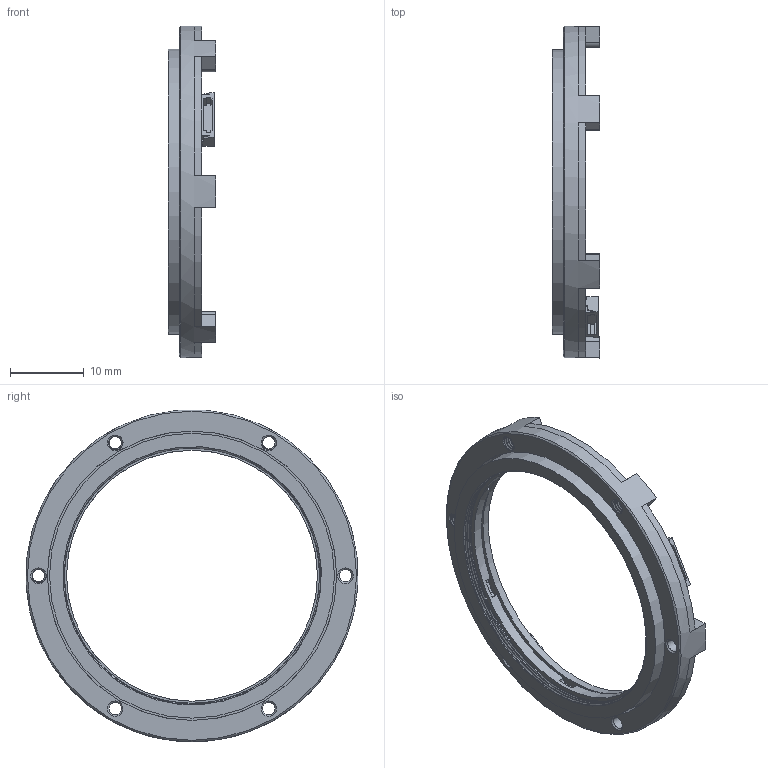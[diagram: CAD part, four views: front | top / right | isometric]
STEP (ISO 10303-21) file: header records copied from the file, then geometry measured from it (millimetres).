
FILE_DESCRIPTION (( 'STEP AP214' ), '1' );
FILE_NAME ('MPT-35-45H.step', '2024-12-11T13:12:46', ( '' ), ( '' ), 'SwSTEP 2.0', 'SolidWorks 2022', '' );
FILE_SCHEMA (( 'AUTOMOTIVE_DESIGN' ));
Length unit declared in the file: millimetre
Products named in the file (1): MPT-35-45H
Bounding box: 6.4 x 44.98 x 44.92 mm (x, y, z)
Volume: 2164.4 mm3; surface area: 4750.7 mm2
Topology: 5 solids, 5 shells, 531 faces, 1459 edges, 965 vertices
Faces by surface type: plane 282, bspline 163, cylinder 71, cone 15
Full cylindrical faces by diameter (mm): 1.7 x3, 34 x1, 34.6 x1, 35.2 x1, 36.2 x2, 37.8 x2, 38.6 x1, 39.2 x1, 45 x1
Entity records: 26061 total; most frequent: CARTESIAN_POINT 10315, ORIENTED_EDGE 2838, DIRECTION 2001, EDGE_CURVE 1419, VERTEX_POINT 952, LINE 879, VECTOR 879, EDGE_LOOP 605
